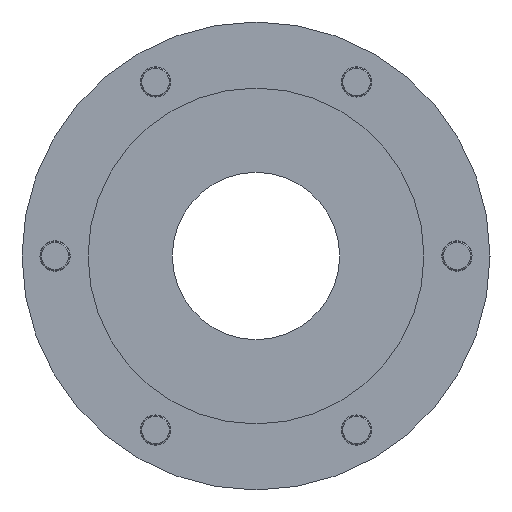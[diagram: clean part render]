
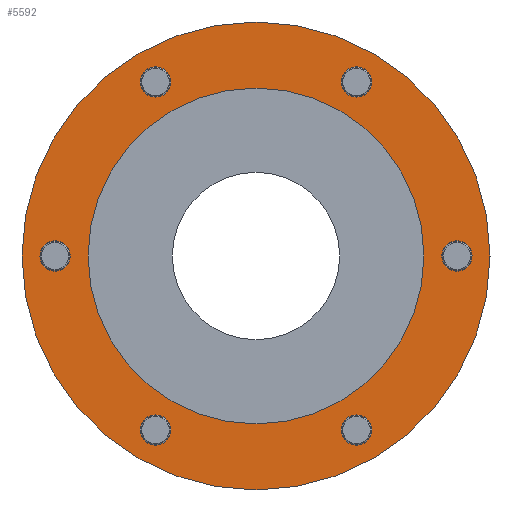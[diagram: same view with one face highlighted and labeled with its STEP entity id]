
A CAD part, front view. The second image highlights one B-rep face of the part: STEP entity #5592.
In plain terms, the highlighted planar face has unit normal (0, -1, 0).
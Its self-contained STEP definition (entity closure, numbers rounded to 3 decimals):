
#333 = VERTEX_POINT ( 'NONE', #1267 ) ;
#393 = ORIENTED_EDGE ( 'NONE', *, *, #2461, .F. ) ;
#438 = FACE_BOUND ( 'NONE', #2950, .T. ) ;
#445 = DIRECTION ( 'NONE',  ( 0., 1., 0. ) ) ;
#546 = CIRCLE ( 'NONE', #6168, 2.75 ) ;
#637 = EDGE_LOOP ( 'NONE', ( #2665 ) ) ;
#697 = VERTEX_POINT ( 'NONE', #7894 ) ;
#748 = EDGE_CURVE ( 'NONE', #8931, #8931, #546, .T. ) ;
#955 = CARTESIAN_POINT ( 'NONE',  ( -19.227, -16.486, 53.39 ) ) ;
#1267 = CARTESIAN_POINT ( 'NONE',  ( -0.977, -16.486, 115.5 ) ) ;
#1421 = VERTEX_POINT ( 'NONE', #3182 ) ;
#1565 = AXIS2_PLACEMENT_3D ( 'NONE', #9044, #445, #6777 ) ;
#1675 = AXIS2_PLACEMENT_3D ( 'NONE', #4112, #7165, #8869 ) ;
#1788 = CARTESIAN_POINT ( 'NONE',  ( -37.477, -16.486, 85. ) ) ;
#1818 = AXIS2_PLACEMENT_3D ( 'NONE', #2830, #6030, #6823 ) ;
#2164 = FACE_BOUND ( 'NONE', #8235, .T. ) ;
#2409 = EDGE_CURVE ( 'NONE', #4065, #4065, #10229, .T. ) ;
#2461 = EDGE_CURVE ( 'NONE', #5679, #5679, #4479, .T. ) ;
#2534 = CARTESIAN_POINT ( 'NONE',  ( -19.227, -16.486, 56.14 ) ) ;
#2573 = DIRECTION ( 'NONE',  ( 0., 1., 0. ) ) ;
#2581 = AXIS2_PLACEMENT_3D ( 'NONE', #1788, #2573, #3954 ) ;
#2665 = ORIENTED_EDGE ( 'NONE', *, *, #5984, .T. ) ;
#2728 = CARTESIAN_POINT ( 'NONE',  ( -0.977, -16.486, 127.5 ) ) ;
#2754 = ORIENTED_EDGE ( 'NONE', *, *, #10086, .T. ) ;
#2830 = CARTESIAN_POINT ( 'NONE',  ( -0.977, -16.486, 85. ) ) ;
#2934 = FACE_BOUND ( 'NONE', #10174, .T. ) ;
#2950 = EDGE_LOOP ( 'NONE', ( #4198 ) ) ;
#3182 = CARTESIAN_POINT ( 'NONE',  ( -19.227, -16.486, 119.36 ) ) ;
#3409 = EDGE_CURVE ( 'NONE', #333, #333, #6038, .T. ) ;
#3455 = ORIENTED_EDGE ( 'NONE', *, *, #748, .T. ) ;
#3954 = DIRECTION ( 'NONE',  ( 0., 0., 1. ) ) ;
#3999 = DIRECTION ( 'NONE',  ( 0., 0., 1. ) ) ;
#4065 = VERTEX_POINT ( 'NONE', #2534 ) ;
#4112 = CARTESIAN_POINT ( 'NONE',  ( -0.977, -16.486, 85. ) ) ;
#4198 = ORIENTED_EDGE ( 'NONE', *, *, #3409, .T. ) ;
#4227 = AXIS2_PLACEMENT_3D ( 'NONE', #7153, #7305, #3999 ) ;
#4479 = CIRCLE ( 'NONE', #1675, 42.5 ) ;
#4572 = DIRECTION ( 'NONE',  ( 0., 0., 1. ) ) ;
#4741 = DIRECTION ( 'NONE',  ( 0., 1., 0. ) ) ;
#4882 = CIRCLE ( 'NONE', #1565, 2.75 ) ;
#4896 = CARTESIAN_POINT ( 'NONE',  ( -37.477, -16.486, 87.75 ) ) ;
#5116 = FACE_BOUND ( 'NONE', #5432, .T. ) ;
#5249 = AXIS2_PLACEMENT_3D ( 'NONE', #6344, #9291, #8625 ) ;
#5432 = EDGE_LOOP ( 'NONE', ( #6016 ) ) ;
#5458 = ORIENTED_EDGE ( 'NONE', *, *, #6972, .T. ) ;
#5592 = ADVANCED_FACE ( 'NONE', ( #6871, #9797, #7633, #9239, #438, #5116, #2934, #2164 ), #9038, .F. ) ;
#5679 = VERTEX_POINT ( 'NONE', #2728 ) ;
#5828 = CARTESIAN_POINT ( 'NONE',  ( 17.273, -16.486, 119.36 ) ) ;
#5984 = EDGE_CURVE ( 'NONE', #697, #697, #6920, .T. ) ;
#6016 = ORIENTED_EDGE ( 'NONE', *, *, #2409, .T. ) ;
#6030 = DIRECTION ( 'NONE',  ( 0., 1., 0. ) ) ;
#6038 = CIRCLE ( 'NONE', #4227, 30.5 ) ;
#6168 = AXIS2_PLACEMENT_3D ( 'NONE', #8452, #8544, #4572 ) ;
#6344 = CARTESIAN_POINT ( 'NONE',  ( -19.227, -16.486, 116.61 ) ) ;
#6440 = DIRECTION ( 'NONE',  ( 0., 1., 0. ) ) ;
#6777 = DIRECTION ( 'NONE',  ( 0., 0., 1. ) ) ;
#6823 = DIRECTION ( 'NONE',  ( 0., 0., 1. ) ) ;
#6871 = FACE_BOUND ( 'NONE', #8549, .T. ) ;
#6920 = CIRCLE ( 'NONE', #10197, 2.75 ) ;
#6972 = EDGE_CURVE ( 'NONE', #1421, #1421, #9510, .T. ) ;
#7022 = CIRCLE ( 'NONE', #2581, 2.75 ) ;
#7102 = CARTESIAN_POINT ( 'NONE',  ( 17.273, -16.486, 53.39 ) ) ;
#7153 = CARTESIAN_POINT ( 'NONE',  ( -0.977, -16.486, 85. ) ) ;
#7165 = DIRECTION ( 'NONE',  ( 0., 1., 0. ) ) ;
#7305 = DIRECTION ( 'NONE',  ( 0., 1., 0. ) ) ;
#7309 = CARTESIAN_POINT ( 'NONE',  ( 35.523, -16.486, 87.75 ) ) ;
#7444 = ORIENTED_EDGE ( 'NONE', *, *, #9778, .T. ) ;
#7633 = FACE_BOUND ( 'NONE', #9618, .T. ) ;
#7775 = DIRECTION ( 'NONE',  ( 0., 0., 1. ) ) ;
#7894 = CARTESIAN_POINT ( 'NONE',  ( 17.273, -16.486, 56.14 ) ) ;
#8116 = DIRECTION ( 'NONE',  ( 0., 0., 1. ) ) ;
#8118 = AXIS2_PLACEMENT_3D ( 'NONE', #955, #6440, #8116 ) ;
#8157 = VERTEX_POINT ( 'NONE', #7309 ) ;
#8235 = EDGE_LOOP ( 'NONE', ( #5458 ) ) ;
#8452 = CARTESIAN_POINT ( 'NONE',  ( 17.273, -16.486, 116.61 ) ) ;
#8544 = DIRECTION ( 'NONE',  ( 0., 1., 0. ) ) ;
#8549 = EDGE_LOOP ( 'NONE', ( #3455 ) ) ;
#8625 = DIRECTION ( 'NONE',  ( 0., 0., 1. ) ) ;
#8869 = DIRECTION ( 'NONE',  ( 0., 0., 1. ) ) ;
#8931 = VERTEX_POINT ( 'NONE', #5828 ) ;
#9038 = PLANE ( 'NONE',  #1818 ) ;
#9044 = CARTESIAN_POINT ( 'NONE',  ( 35.523, -16.486, 85. ) ) ;
#9239 = FACE_OUTER_BOUND ( 'NONE', #10020, .T. ) ;
#9291 = DIRECTION ( 'NONE',  ( 0., 1., 0. ) ) ;
#9510 = CIRCLE ( 'NONE', #5249, 2.75 ) ;
#9618 = EDGE_LOOP ( 'NONE', ( #2754 ) ) ;
#9734 = VERTEX_POINT ( 'NONE', #4896 ) ;
#9778 = EDGE_CURVE ( 'NONE', #8157, #8157, #4882, .T. ) ;
#9797 = FACE_BOUND ( 'NONE', #637, .T. ) ;
#10020 = EDGE_LOOP ( 'NONE', ( #393 ) ) ;
#10086 = EDGE_CURVE ( 'NONE', #9734, #9734, #7022, .T. ) ;
#10174 = EDGE_LOOP ( 'NONE', ( #7444 ) ) ;
#10197 = AXIS2_PLACEMENT_3D ( 'NONE', #7102, #4741, #7775 ) ;
#10229 = CIRCLE ( 'NONE', #8118, 2.75 ) ;
